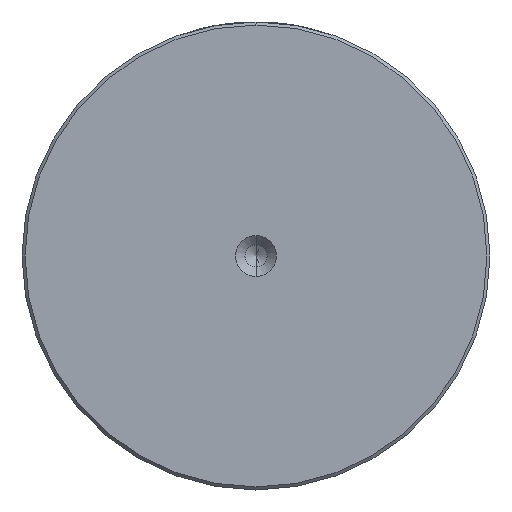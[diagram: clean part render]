
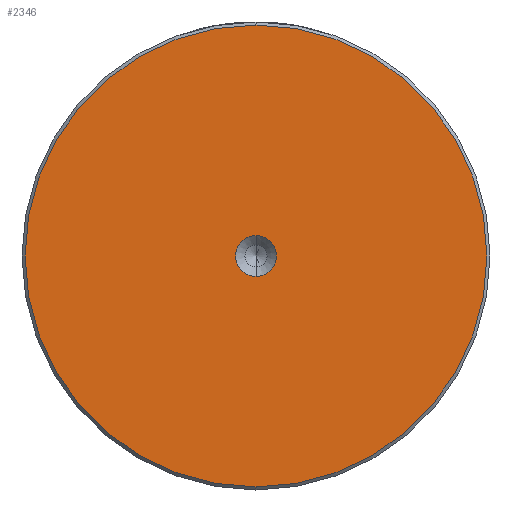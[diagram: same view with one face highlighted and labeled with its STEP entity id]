
A CAD part, left-side view. The second image highlights one B-rep face of the part: STEP entity #2346.
In plain terms, the highlighted planar face has unit normal (-1, 0, 0).
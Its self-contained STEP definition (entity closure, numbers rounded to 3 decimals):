
#86 = DIRECTION ( 'NONE',  ( 0., 0., 1. ) ) ;
#187 = FACE_OUTER_BOUND ( 'NONE', #2398, .T. ) ;
#244 = DIRECTION ( 'NONE',  ( 0., 0., 1. ) ) ;
#252 = DIRECTION ( 'NONE',  ( -1., 0., 0. ) ) ;
#277 = CARTESIAN_POINT ( 'NONE',  ( 0., 0., -37.5 ) ) ;
#278 = AXIS2_PLACEMENT_3D ( 'NONE', #3225, #1635, #86 ) ;
#314 = EDGE_CURVE ( 'NONE', #2942, #1178, #2356, .T. ) ;
#374 = DIRECTION ( 'NONE',  ( -1., 0., 0. ) ) ;
#421 = DIRECTION ( 'NONE',  ( 0., 0., 1. ) ) ;
#490 = CARTESIAN_POINT ( 'NONE',  ( 0., 0., 0. ) ) ;
#493 = EDGE_CURVE ( 'NONE', #1381, #2656, #743, .T. ) ;
#582 = AXIS2_PLACEMENT_3D ( 'NONE', #2220, #672, #421 ) ;
#589 = CIRCLE ( 'NONE', #278, 3.3 ) ;
#597 = CARTESIAN_POINT ( 'NONE',  ( 0., 0., 37.5 ) ) ;
#620 = PLANE ( 'NONE',  #3349 ) ;
#672 = DIRECTION ( 'NONE',  ( -1., 0., 0. ) ) ;
#743 = CIRCLE ( 'NONE', #582, 37.5 ) ;
#822 = ORIENTED_EDGE ( 'NONE', *, *, #314, .F. ) ;
#1003 = CIRCLE ( 'NONE', #2652, 37.5 ) ;
#1178 = VERTEX_POINT ( 'NONE', #1944 ) ;
#1248 = EDGE_CURVE ( 'NONE', #2656, #1381, #1003, .T. ) ;
#1345 = EDGE_LOOP ( 'NONE', ( #822, #2448 ) ) ;
#1381 = VERTEX_POINT ( 'NONE', #597 ) ;
#1470 = DIRECTION ( 'NONE',  ( -1., 0., 0. ) ) ;
#1635 = DIRECTION ( 'NONE',  ( -1., 0., 0. ) ) ;
#1640 = CARTESIAN_POINT ( 'NONE',  ( 0., 0., 3.3 ) ) ;
#1944 = CARTESIAN_POINT ( 'NONE',  ( 0., 0., -3.3 ) ) ;
#2030 = AXIS2_PLACEMENT_3D ( 'NONE', #490, #252, #244 ) ;
#2164 = FACE_BOUND ( 'NONE', #1345, .T. ) ;
#2173 = DIRECTION ( 'NONE',  ( 0., 0., 1. ) ) ;
#2220 = CARTESIAN_POINT ( 'NONE',  ( 0., 0., 0. ) ) ;
#2346 = ADVANCED_FACE ( 'NONE', ( #187, #2164 ), #620, .T. ) ;
#2353 = ORIENTED_EDGE ( 'NONE', *, *, #1248, .T. ) ;
#2356 = CIRCLE ( 'NONE', #2030, 3.3 ) ;
#2398 = EDGE_LOOP ( 'NONE', ( #2353, #2841 ) ) ;
#2448 = ORIENTED_EDGE ( 'NONE', *, *, #2743, .F. ) ;
#2652 = AXIS2_PLACEMENT_3D ( 'NONE', #3064, #1470, #3321 ) ;
#2656 = VERTEX_POINT ( 'NONE', #277 ) ;
#2743 = EDGE_CURVE ( 'NONE', #1178, #2942, #589, .T. ) ;
#2841 = ORIENTED_EDGE ( 'NONE', *, *, #493, .T. ) ;
#2942 = VERTEX_POINT ( 'NONE', #1640 ) ;
#2966 = CARTESIAN_POINT ( 'NONE',  ( 0., 0., 0. ) ) ;
#3064 = CARTESIAN_POINT ( 'NONE',  ( 0., 0., 0. ) ) ;
#3225 = CARTESIAN_POINT ( 'NONE',  ( 0., 0., 0. ) ) ;
#3321 = DIRECTION ( 'NONE',  ( 0., 0., 1. ) ) ;
#3349 = AXIS2_PLACEMENT_3D ( 'NONE', #2966, #374, #2173 ) ;
